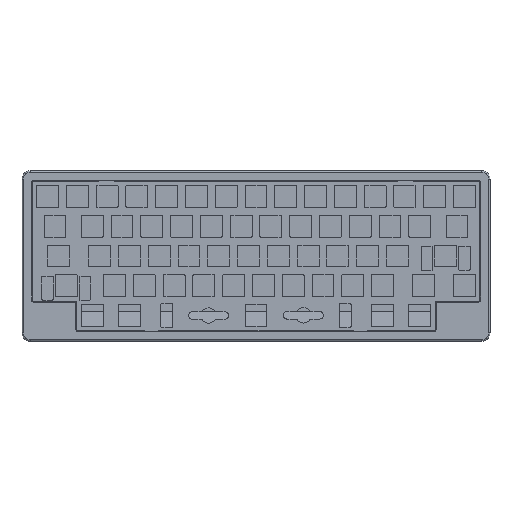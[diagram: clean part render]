
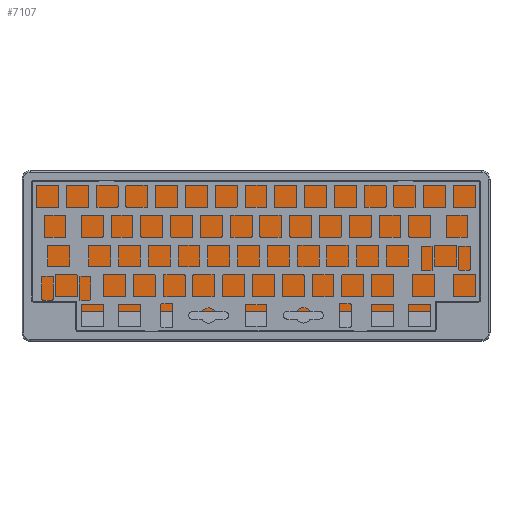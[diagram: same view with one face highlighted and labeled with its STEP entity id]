
A CAD part, front view. The second image highlights one B-rep face of the part: STEP entity #7107.
In plain terms, the highlighted face is planar.
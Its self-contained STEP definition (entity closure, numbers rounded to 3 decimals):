
#199 = VECTOR ( 'NONE', #15249, 1000. ) ;
#621 = DIRECTION ( 'NONE',  ( 0., -1., 0. ) ) ;
#766 = FACE_OUTER_BOUND ( 'NONE', #15756, .T. ) ;
#1086 = EDGE_CURVE ( 'NONE', #28772, #2717, #4828, .T. ) ;
#1989 = AXIS2_PLACEMENT_3D ( 'NONE', #21105, #7577, #16637 ) ;
#2454 = CIRCLE ( 'NONE', #1989, 1.55 ) ;
#2717 = VERTEX_POINT ( 'NONE', #8514 ) ;
#3210 = CARTESIAN_POINT ( 'NONE',  ( 143.482, -6.85, 35.468 ) ) ;
#4828 = LINE ( 'NONE', #20274, #5174 ) ;
#5174 = VECTOR ( 'NONE', #24884, 1000. ) ;
#5415 = DIRECTION ( 'NONE',  ( 0., 0., -1. ) ) ;
#5693 = VERTEX_POINT ( 'NONE', #26196 ) ;
#5914 = DIRECTION ( 'NONE',  ( 0., 1., 0. ) ) ;
#6340 = VERTEX_POINT ( 'NONE', #16435 ) ;
#7107 = ADVANCED_FACE ( 'NONE', ( #766 ), #18456, .F. ) ;
#7333 = CARTESIAN_POINT ( 'NONE',  ( -141.718, -6.85, -48.154 ) ) ;
#7577 = DIRECTION ( 'NONE',  ( 0., 1., 0. ) ) ;
#7940 = CARTESIAN_POINT ( 'NONE',  ( -143.268, -6.85, 291540.077 ) ) ;
#8319 = VERTEX_POINT ( 'NONE', #16080 ) ;
#8514 = CARTESIAN_POINT ( 'NONE',  ( -143.268, -6.85, 35.468 ) ) ;
#8979 = CARTESIAN_POINT ( 'NONE',  ( 143.482, -6.85, 291540.077 ) ) ;
#9145 = LINE ( 'NONE', #18067, #199 ) ;
#10271 = AXIS2_PLACEMENT_3D ( 'NONE', #21393, #5914, #19151 ) ;
#10588 = ORIENTED_EDGE ( 'NONE', *, *, #27006, .T. ) ;
#11911 = ORIENTED_EDGE ( 'NONE', *, *, #26686, .F. ) ;
#12570 = EDGE_CURVE ( 'NONE', #2717, #8319, #28286, .T. ) ;
#13511 = ORIENTED_EDGE ( 'NONE', *, *, #12570, .F. ) ;
#13822 = EDGE_CURVE ( 'NONE', #27759, #6340, #9145, .T. ) ;
#15249 = DIRECTION ( 'NONE',  ( 1., 0., 0. ) ) ;
#15756 = EDGE_LOOP ( 'NONE', ( #11911, #25162, #27384, #10588, #13511, #22698 ) ) ;
#15814 = LINE ( 'NONE', #8979, #21637 ) ;
#16080 = CARTESIAN_POINT ( 'NONE',  ( -143.268, -6.85, -46.604 ) ) ;
#16358 = CIRCLE ( 'NONE', #10271, 1.55 ) ;
#16367 = DIRECTION ( 'NONE',  ( 0., 0., -1. ) ) ;
#16435 = CARTESIAN_POINT ( 'NONE',  ( 141.932, -6.85, -48.154 ) ) ;
#16637 = DIRECTION ( 'NONE',  ( 0., 0., -1. ) ) ;
#18051 = DIRECTION ( 'NONE',  ( 0., 0., 1. ) ) ;
#18067 = CARTESIAN_POINT ( 'NONE',  ( -399999.887, -6.85, -48.154 ) ) ;
#18456 = PLANE ( 'NONE',  #24282 ) ;
#19151 = DIRECTION ( 'NONE',  ( 0., 0., -1. ) ) ;
#20274 = CARTESIAN_POINT ( 'NONE',  ( 0., -6.85, 35.468 ) ) ;
#20992 = CARTESIAN_POINT ( 'NONE',  ( 0., -6.85, 0. ) ) ;
#21105 = CARTESIAN_POINT ( 'NONE',  ( 141.932, -6.85, -46.604 ) ) ;
#21393 = CARTESIAN_POINT ( 'NONE',  ( -141.718, -6.85, -46.604 ) ) ;
#21637 = VECTOR ( 'NONE', #18051, 1000. ) ;
#22698 = ORIENTED_EDGE ( 'NONE', *, *, #1086, .F. ) ;
#23053 = EDGE_CURVE ( 'NONE', #5693, #6340, #2454, .T. ) ;
#24025 = VECTOR ( 'NONE', #5415, 1000. ) ;
#24282 = AXIS2_PLACEMENT_3D ( 'NONE', #20992, #621, #16367 ) ;
#24884 = DIRECTION ( 'NONE',  ( -1., 0., 0. ) ) ;
#25162 = ORIENTED_EDGE ( 'NONE', *, *, #23053, .T. ) ;
#26196 = CARTESIAN_POINT ( 'NONE',  ( 143.482, -6.85, -46.604 ) ) ;
#26686 = EDGE_CURVE ( 'NONE', #5693, #28772, #15814, .T. ) ;
#27006 = EDGE_CURVE ( 'NONE', #27759, #8319, #16358, .T. ) ;
#27384 = ORIENTED_EDGE ( 'NONE', *, *, #13822, .F. ) ;
#27759 = VERTEX_POINT ( 'NONE', #7333 ) ;
#28286 = LINE ( 'NONE', #7940, #24025 ) ;
#28772 = VERTEX_POINT ( 'NONE', #3210 ) ;
